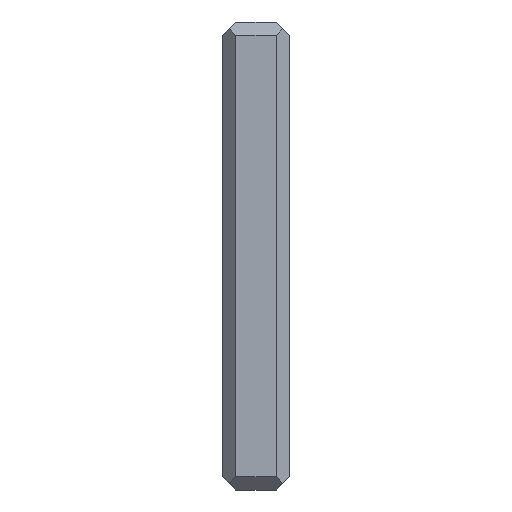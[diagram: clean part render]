
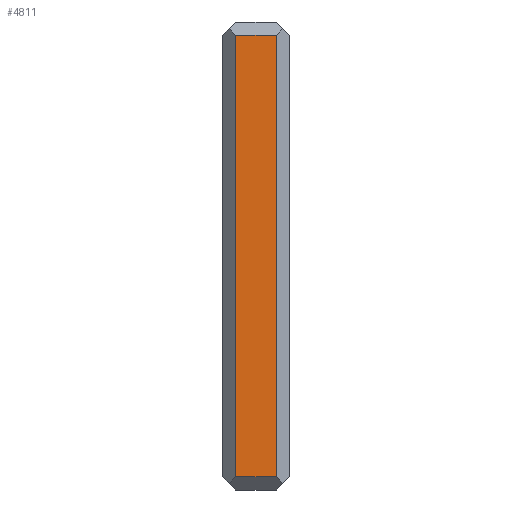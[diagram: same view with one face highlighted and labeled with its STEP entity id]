
A CAD part, left-side view. The second image highlights one B-rep face of the part: STEP entity #4811.
In plain terms, the highlighted planar face has unit normal (-1, 0, 0).
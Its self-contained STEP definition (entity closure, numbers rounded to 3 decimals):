
#938=DIRECTION('',(0.,0.,-1.));
#939=VECTOR('',#938,33.);
#940=CARTESIAN_POINT('',(-244.5,-403.,-296.5));
#941=LINE('',#940,#939);
#980=DIRECTION('',(0.,0.,1.));
#981=VECTOR('',#980,33.);
#982=CARTESIAN_POINT('',(-244.5,-400.,-329.5));
#983=LINE('',#982,#981);
#2342=DIRECTION('',(0.,-1.,0.));
#2343=VECTOR('',#2342,3.);
#2344=CARTESIAN_POINT('',(-244.5,-400.,-296.5));
#2345=LINE('',#2344,#2343);
#2384=DIRECTION('',(0.,1.,0.));
#2385=VECTOR('',#2384,3.);
#2386=CARTESIAN_POINT('',(-244.5,-403.,-329.5));
#2387=LINE('',#2386,#2385);
#3997=CARTESIAN_POINT('',(-244.5,-403.,-296.5));
#3998=CARTESIAN_POINT('',(-244.5,-403.,-329.5));
#3999=VERTEX_POINT('',#3997);
#4000=VERTEX_POINT('',#3998);
#4001=CARTESIAN_POINT('',(-244.5,-400.,-329.5));
#4002=VERTEX_POINT('',#4001);
#4003=CARTESIAN_POINT('',(-244.5,-400.,-296.5));
#4004=VERTEX_POINT('',#4003);
#4797=CARTESIAN_POINT('',(-244.5,0.,-159.));
#4798=DIRECTION('',(-1.,0.,0.));
#4799=DIRECTION('',(0.,0.,-1.));
#4800=AXIS2_PLACEMENT_3D('',#4797,#4798,#4799);
#4801=PLANE('',#4800);
#4803=ORIENTED_EDGE('',*,*,#4802,.T.);
#4805=ORIENTED_EDGE('',*,*,#4804,.T.);
#4806=ORIENTED_EDGE('',*,*,#4777,.T.);
#4808=ORIENTED_EDGE('',*,*,#4807,.T.);
#4809=EDGE_LOOP('',(#4803,#4805,#4806,#4808));
#4810=FACE_OUTER_BOUND('',#4809,.F.);
#4777=EDGE_CURVE('',#3999,#4000,#941,.T.);
#4802=EDGE_CURVE('',#4002,#4004,#983,.T.);
#4804=EDGE_CURVE('',#4004,#3999,#2345,.T.);
#4807=EDGE_CURVE('',#4000,#4002,#2387,.T.);
#4811=ADVANCED_FACE('',(#4810),#4801,.T.);
